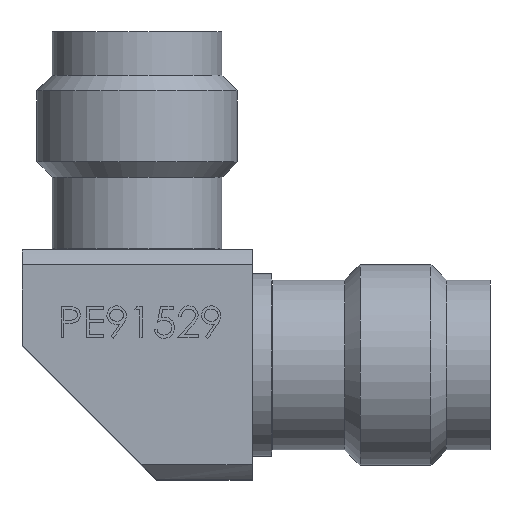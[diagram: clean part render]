
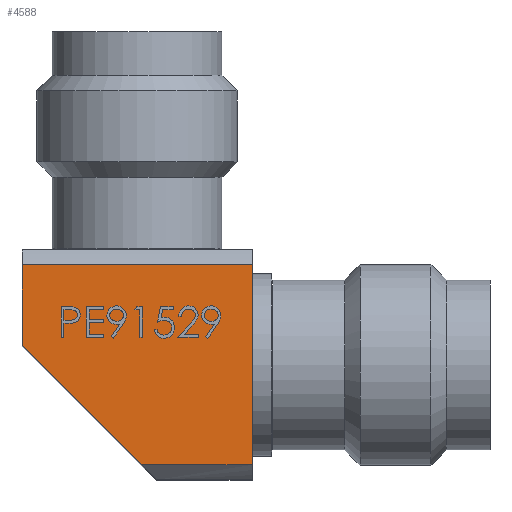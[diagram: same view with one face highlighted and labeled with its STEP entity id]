
A CAD part, top view. The second image highlights one B-rep face of the part: STEP entity #4588.
In plain terms, the highlighted planar face has unit normal (0, 0, 1).
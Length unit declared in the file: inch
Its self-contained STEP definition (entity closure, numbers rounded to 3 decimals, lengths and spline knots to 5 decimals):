
#159 = EDGE_CURVE ( 'NONE', #2633, #5630, #2389, .T. ) ;
#1179 = ORIENTED_EDGE ( 'NONE', *, *, #5403, .T. ) ;
#1467 = VECTOR ( 'NONE', #6631, 39.37008 ) ;
#1671 = LINE ( 'NONE', #1705, #5858 ) ;
#1705 = CARTESIAN_POINT ( 'NONE',  ( -0.02677, -0.13553, 0.15591 ) ) ;
#2008 = DIRECTION ( 'NONE',  ( 0., 0., 1. ) ) ;
#2235 = DIRECTION ( 'NONE',  ( 0., 1., 0. ) ) ;
#2269 = LINE ( 'NONE', #4864, #5234 ) ;
#2309 = ORIENTED_EDGE ( 'NONE', *, *, #5082, .T. ) ;
#2389 = LINE ( 'NONE', #5991, #5828 ) ;
#2484 = DIRECTION ( 'NONE',  ( 1., 0., 0. ) ) ;
#2552 = CARTESIAN_POINT ( 'NONE',  ( 0., 0., 0.15591 ) ) ;
#2633 = VERTEX_POINT ( 'NONE', #4262 ) ;
#2762 = VERTEX_POINT ( 'NONE', #3174 ) ;
#2763 = VERTEX_POINT ( 'NONE', #5639 ) ;
#2820 = ORIENTED_EDGE ( 'NONE', *, *, #4841, .F. ) ;
#2858 = DIRECTION ( 'NONE',  ( 1., 0., 0. ) ) ;
#2994 = CARTESIAN_POINT ( 'NONE',  ( -0.02677, 0.13553, 0.15591 ) ) ;
#3152 = LINE ( 'NONE', #3218, #6377 ) ;
#3174 = CARTESIAN_POINT ( 'NONE',  ( -0.33858, 0.02598, 0.15591 ) ) ;
#3218 = CARTESIAN_POINT ( 'NONE',  ( -0.33858, 0.13553, 0.15591 ) ) ;
#3249 = CARTESIAN_POINT ( 'NONE',  ( -0.02677, -0.13553, 0.15591 ) ) ;
#3315 = EDGE_LOOP ( 'NONE', ( #1179, #2820, #5943, #2309, #6140 ) ) ;
#3427 = CARTESIAN_POINT ( 'NONE',  ( -0.33858, 0.02598, 0.15591 ) ) ;
#3508 = EDGE_CURVE ( 'NONE', #2763, #2762, #3152, .T. ) ;
#3992 = PLANE ( 'NONE',  #4035 ) ;
#4035 = AXIS2_PLACEMENT_3D ( 'NONE', #2552, #2008, #2484 ) ;
#4262 = CARTESIAN_POINT ( 'NONE',  ( -0.17707, -0.13553, 0.15591 ) ) ;
#4313 = DIRECTION ( 'NONE',  ( 1., 0., 0. ) ) ;
#4463 = FACE_OUTER_BOUND ( 'NONE', #3315, .T. ) ;
#4588 = ADVANCED_FACE ( 'NONE', ( #4463 ), #3992, .T. ) ;
#4841 = EDGE_CURVE ( 'NONE', #2763, #5047, #2269, .T. ) ;
#4864 = CARTESIAN_POINT ( 'NONE',  ( -0.33858, 0.13553, 0.15591 ) ) ;
#5047 = VERTEX_POINT ( 'NONE', #2994 ) ;
#5056 = LINE ( 'NONE', #3427, #1467 ) ;
#5082 = EDGE_CURVE ( 'NONE', #2762, #2633, #5056, .T. ) ;
#5228 = DIRECTION ( 'NONE',  ( 0., -1., 0. ) ) ;
#5234 = VECTOR ( 'NONE', #4313, 39.37008 ) ;
#5403 = EDGE_CURVE ( 'NONE', #5630, #5047, #1671, .T. ) ;
#5630 = VERTEX_POINT ( 'NONE', #3249 ) ;
#5639 = CARTESIAN_POINT ( 'NONE',  ( -0.33858, 0.13553, 0.15591 ) ) ;
#5828 = VECTOR ( 'NONE', #2858, 39.37008 ) ;
#5858 = VECTOR ( 'NONE', #2235, 39.37008 ) ;
#5943 = ORIENTED_EDGE ( 'NONE', *, *, #3508, .T. ) ;
#5991 = CARTESIAN_POINT ( 'NONE',  ( -0.17707, -0.13553, 0.15591 ) ) ;
#6140 = ORIENTED_EDGE ( 'NONE', *, *, #159, .T. ) ;
#6377 = VECTOR ( 'NONE', #5228, 39.37008 ) ;
#6631 = DIRECTION ( 'NONE',  ( 0.707, -0.707, 0. ) ) ;
